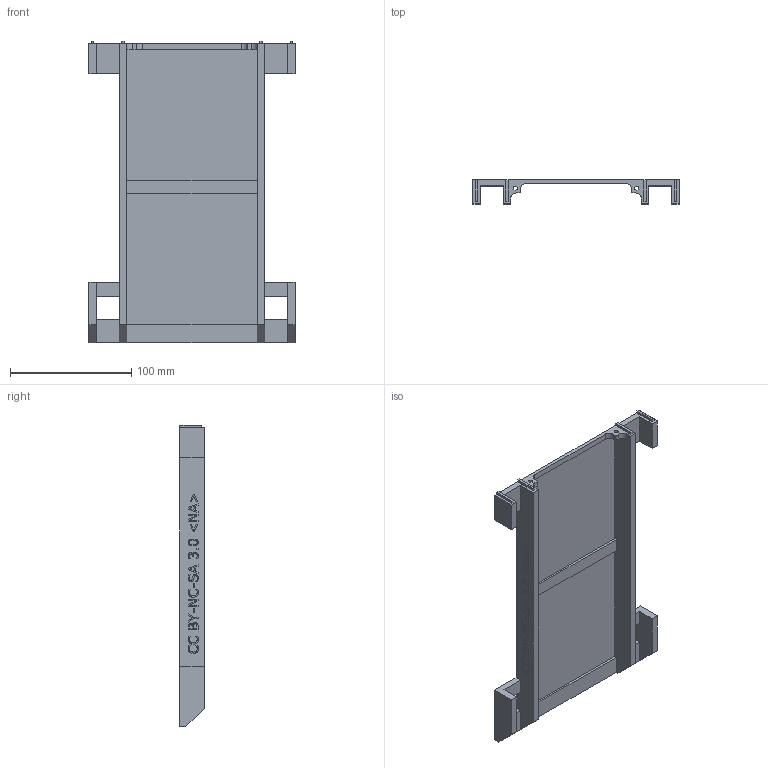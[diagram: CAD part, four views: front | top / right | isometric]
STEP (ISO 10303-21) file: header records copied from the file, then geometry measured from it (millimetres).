
FILE_DESCRIPTION (( 'STEP AP214' ), '1' );
FILE_NAME ('Blank Panel 1.STEP', '2023-02-26T20:57:14', ( '' ), ( '' ), 'SwSTEP 2.0', 'SolidWorks 2010', '' );
FILE_SCHEMA (( 'AUTOMOTIVE_DESIGN' ));
Length unit declared in the file: millimetre
Products named in the file (1): Blank Panel 1
Bounding box: 170.1 x 20 x 249 mm (x, y, z)
Volume: 119528 mm3; surface area: 93057.3 mm2
Topology: 1 solids, 1 shells, 313 faces, 869 edges, 578 vertices
Faces by surface type: plane 205, bspline 98, cylinder 10
Entity records: 16015 total; most frequent: CARTESIAN_POINT 8535, ORIENTED_EDGE 1738, DIRECTION 1125, EDGE_CURVE 869, LINE 653, VECTOR 653, VERTEX_POINT 578, EDGE_LOOP 341
